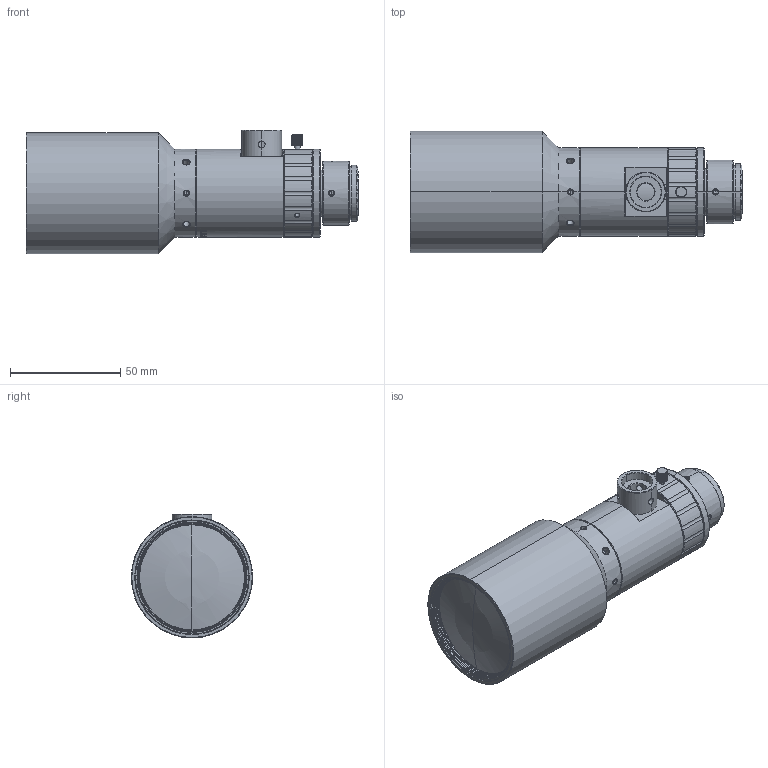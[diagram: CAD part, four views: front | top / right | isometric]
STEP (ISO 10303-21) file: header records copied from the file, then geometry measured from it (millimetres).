
FILE_DESCRIPTION((''),'2;1');
FILE_NAME('JG','2024-04-12T',('Admin'),(''),'PRO/ENGINEER BY PARAMETRIC TECHNOLOGY CORPORATION, 2014320','PRO/ENGINEER BY PARAMETRIC TECHNOLOGY CORPORATION, 2014320','');
FILE_SCHEMA(('AUTOMOTIVE_DESIGN_CC2 { 1 2 10303 214 -1 1 5 2 }'));
Length unit declared in the file: millimetre
Products named in the file (1): JG
Bounding box: 150.5 x 55 x 56.15 mm (x, y, z)
Volume: 241919.2 mm3; surface area: 31224 mm2
Topology: 1 solids, 6 shells, 1026 faces, 2580 edges, 1629 vertices
Faces by surface type: plane 404, cylinder 283, extrusion 171, cone 136, bspline 28, sphere 4
Entity records: 45777 total; most frequent: CARTESIAN_POINT 14489, ORIENTED_EDGE 5120, DIRECTION 4152, PRESENTATION_STYLE_ASSIGNMENT 2593, STYLED_ITEM 2561, CURVE_STYLE 2560, EDGE_CURVE 2560, VERTEX_POINT 1629
